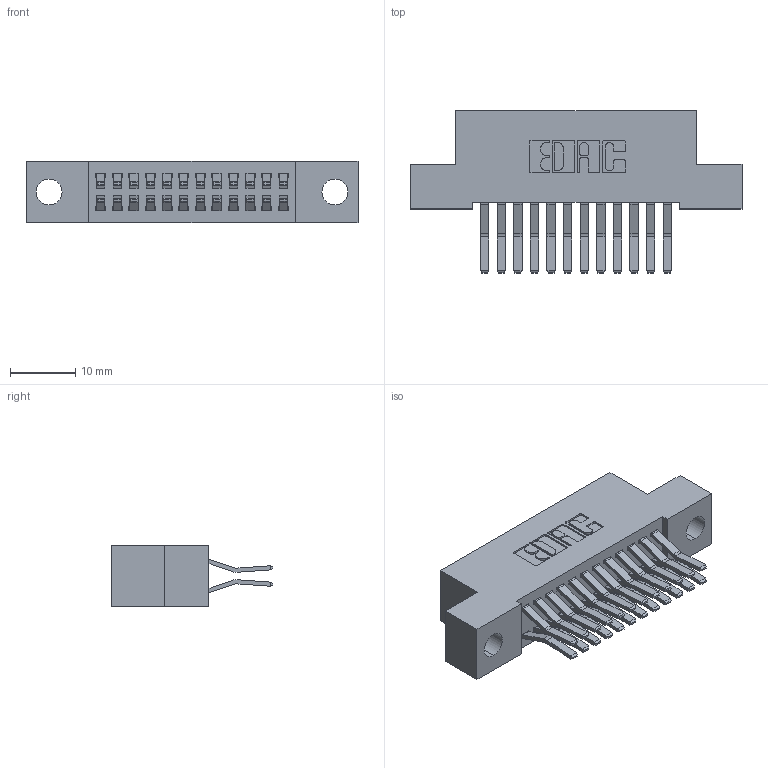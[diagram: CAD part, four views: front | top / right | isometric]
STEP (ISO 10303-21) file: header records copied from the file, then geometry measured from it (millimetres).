
FILE_DESCRIPTION (( 'STEP AP203' ), '1' );
FILE_NAME ('342-024-560-204.STEP', '2019-10-02T00:22:05', ( '' ), ( '' ), 'SwSTEP 2.0', 'SolidWorks 2016', '' );
FILE_SCHEMA (( 'CONFIG_CONTROL_DESIGN' ));
Length unit declared in the file: inch
Products named in the file (3): 342-024-560-204; 342 Part_.156 TH; 345-292-001_560 Tail
Assembly tree (25 placements, depth 2):
  342-024-560-204
    342 Part_.156 TH
    345-292-001_560 Tail  x24
Bounding box: 50.8 x 24.78 x 9.4 mm (x, y, z)
Volume: 4492.9 mm3; surface area: 6776.1 mm2
Topology: 25 solids, 25 shells, 1406 faces, 4163 edges, 2742 vertices
Faces by surface type: plane 930, cylinder 476
Entity records: 11559 total; most frequent: CARTESIAN_POINT 1950, ORIENTED_EDGE 1886, DIRECTION 1723, EDGE_CURVE 943, VECTOR 811, LINE 811, VERTEX_POINT 626, AXIS2_PLACEMENT_3D 456
